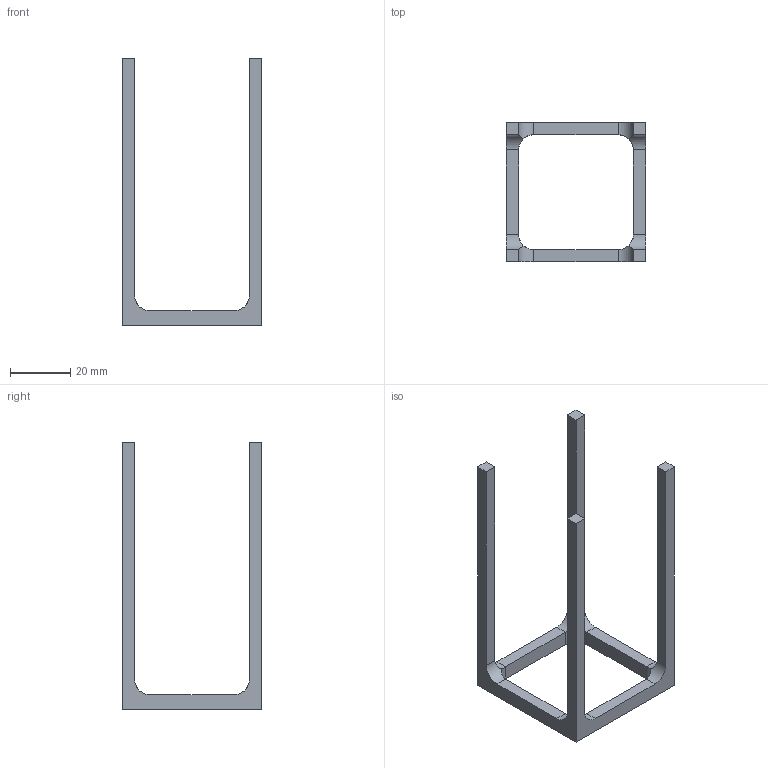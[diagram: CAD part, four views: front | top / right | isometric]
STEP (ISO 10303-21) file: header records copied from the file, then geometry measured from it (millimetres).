
FILE_DESCRIPTION (( 'STEP AP214' ), '1' );
FILE_NAME ('support boutton.STEP', '2022-12-03T16:23:54', ( '' ), ( '' ), 'SwSTEP 2.0', 'SolidWorks 2021', '' );
FILE_SCHEMA (( 'AUTOMOTIVE_DESIGN' ));
Length unit declared in the file: millimetre
Products named in the file (1): support boutton
Bounding box: 46 x 46 x 88.5 mm (x, y, z)
Volume: 9012 mm3; surface area: 8367.8 mm2
Topology: 1 solids, 1 shells, 37 faces, 96 edges, 60 vertices
Faces by surface type: plane 25, cylinder 12
Entity records: 1144 total; most frequent: CARTESIAN_POINT 230, ORIENTED_EDGE 192, DIRECTION 172, EDGE_CURVE 96, VECTOR 72, LINE 72, VERTEX_POINT 60, AXIS2_PLACEMENT_3D 50
